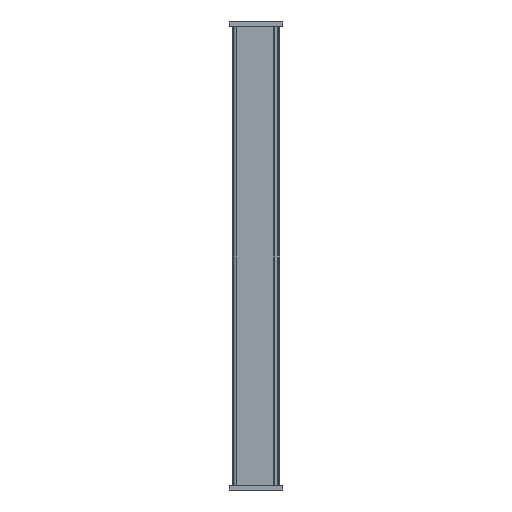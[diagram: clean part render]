
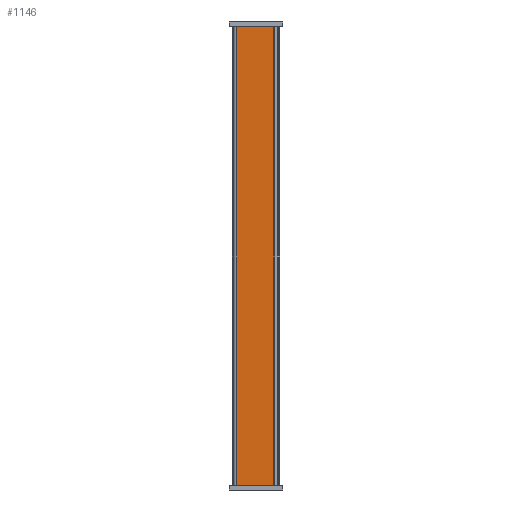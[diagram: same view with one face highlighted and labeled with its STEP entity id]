
A CAD part, left-side view. The second image highlights one B-rep face of the part: STEP entity #1146.
In plain terms, the highlighted planar face has unit normal (-0.999, 0.052, 0).
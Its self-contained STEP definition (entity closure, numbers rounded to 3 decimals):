
#31 = ORIENTED_EDGE ( 'NONE', *, *, #331, .T. ) ;
#52 = VERTEX_POINT ( 'NONE', #193 ) ;
#64 = VECTOR ( 'NONE', #1280, 1000. ) ;
#65 = LINE ( 'NONE', #1253, #295 ) ;
#74 = CARTESIAN_POINT ( 'NONE',  ( 0.312, 0., -300. ) ) ;
#193 = CARTESIAN_POINT ( 'NONE',  ( 0.163, -2.843, 0. ) ) ;
#219 = DIRECTION ( 'NONE',  ( 0., 0., 1. ) ) ;
#255 = EDGE_CURVE ( 'NONE', #977, #801, #552, .T. ) ;
#270 = PLANE ( 'NONE',  #997 ) ;
#295 = VECTOR ( 'NONE', #219, 1000. ) ;
#312 = EDGE_LOOP ( 'NONE', ( #774, #435, #574, #31 ) ) ;
#331 = EDGE_CURVE ( 'NONE', #977, #1276, #783, .T. ) ;
#385 = DIRECTION ( 'NONE',  ( 0., 0., 1. ) ) ;
#435 = ORIENTED_EDGE ( 'NONE', *, *, #475, .F. ) ;
#437 = CARTESIAN_POINT ( 'NONE',  ( -1.161, -28.105, -300. ) ) ;
#475 = EDGE_CURVE ( 'NONE', #801, #52, #65, .T. ) ;
#552 = LINE ( 'NONE', #74, #1085 ) ;
#561 = CARTESIAN_POINT ( 'NONE',  ( -1.161, -28.105, -300. ) ) ;
#574 = ORIENTED_EDGE ( 'NONE', *, *, #255, .F. ) ;
#587 = DIRECTION ( 'NONE',  ( 0.999, -0.052, 0. ) ) ;
#755 = VECTOR ( 'NONE', #385, 1000. ) ;
#774 = ORIENTED_EDGE ( 'NONE', *, *, #947, .T. ) ;
#783 = LINE ( 'NONE', #437, #755 ) ;
#801 = VERTEX_POINT ( 'NONE', #969 ) ;
#810 = CARTESIAN_POINT ( 'NONE',  ( 0.312, 0., -300. ) ) ;
#892 = LINE ( 'NONE', #1187, #64 ) ;
#947 = EDGE_CURVE ( 'NONE', #1276, #52, #892, .T. ) ;
#969 = CARTESIAN_POINT ( 'NONE',  ( 0.163, -2.843, -300. ) ) ;
#977 = VERTEX_POINT ( 'NONE', #561 ) ;
#997 = AXIS2_PLACEMENT_3D ( 'NONE', #810, #587, #1219 ) ;
#1085 = VECTOR ( 'NONE', #1199, 1000. ) ;
#1141 = CARTESIAN_POINT ( 'NONE',  ( -1.161, -28.105, 0. ) ) ;
#1146 = ADVANCED_FACE ( 'NONE', ( #1150 ), #270, .F. ) ;
#1150 = FACE_OUTER_BOUND ( 'NONE', #312, .T. ) ;
#1187 = CARTESIAN_POINT ( 'NONE',  ( 0.312, 0., 0. ) ) ;
#1199 = DIRECTION ( 'NONE',  ( 0.052, 0.999, 0. ) ) ;
#1219 = DIRECTION ( 'NONE',  ( 0.052, 0.999, 0. ) ) ;
#1253 = CARTESIAN_POINT ( 'NONE',  ( 0.163, -2.843, -300. ) ) ;
#1276 = VERTEX_POINT ( 'NONE', #1141 ) ;
#1280 = DIRECTION ( 'NONE',  ( 0.052, 0.999, 0. ) ) ;
